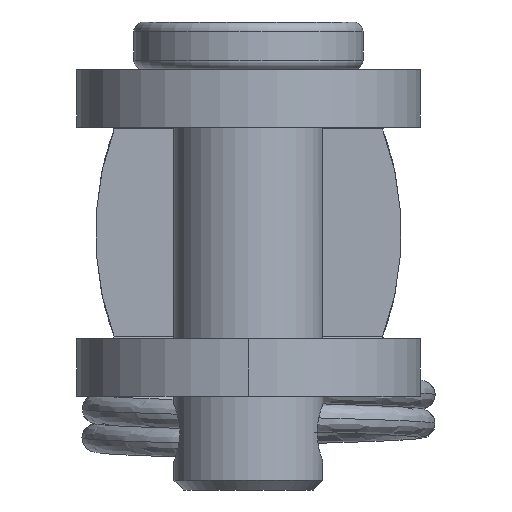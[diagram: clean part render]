
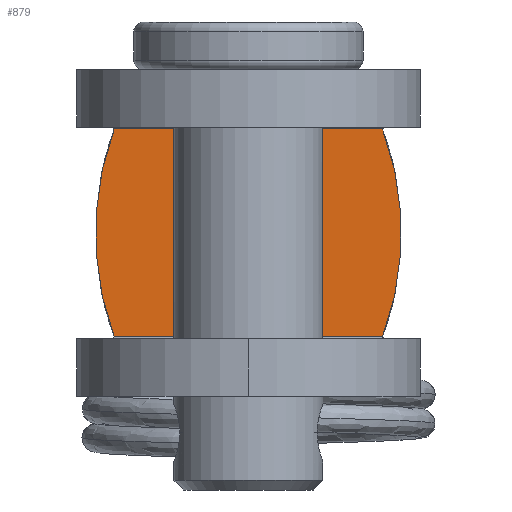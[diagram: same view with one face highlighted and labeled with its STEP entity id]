
A CAD part, left-side view. The second image highlights one B-rep face of the part: STEP entity #879.
In plain terms, the highlighted planar face has unit normal (-1, 0, 0).
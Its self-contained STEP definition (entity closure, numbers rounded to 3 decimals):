
#98 = EDGE_CURVE ( 'NONE', #2582, #336, #665, .T. ) ;
#190 = CARTESIAN_POINT ( 'NONE',  ( -7.857, -7.625, 8.543 ) ) ;
#234 = AXIS2_PLACEMENT_3D ( 'NONE', #3164, #407, #2621 ) ;
#292 = VECTOR ( 'NONE', #938, 1000. ) ;
#336 = VERTEX_POINT ( 'NONE', #2376 ) ;
#407 = DIRECTION ( 'NONE',  ( -1., 0., 0. ) ) ;
#528 = PLANE ( 'NONE',  #3412 ) ;
#573 = EDGE_CURVE ( 'NONE', #2582, #1667, #3353, .T. ) ;
#665 = LINE ( 'NONE', #1802, #292 ) ;
#762 = DIRECTION ( 'NONE',  ( -1., 0., 0. ) ) ;
#879 = ADVANCED_FACE ( 'NONE', ( #1315 ), #528, .F. ) ;
#938 = DIRECTION ( 'NONE',  ( 0., -1., 0. ) ) ;
#1002 = ORIENTED_EDGE ( 'NONE', *, *, #2462, .T. ) ;
#1122 = CARTESIAN_POINT ( 'NONE',  ( -7.857, 7.021, 13.987 ) ) ;
#1137 = EDGE_LOOP ( 'NONE', ( #3565, #1002, #2733, #2643 ) ) ;
#1154 = CARTESIAN_POINT ( 'NONE',  ( -7.857, 7.021, 3.1 ) ) ;
#1315 = FACE_OUTER_BOUND ( 'NONE', #1137, .T. ) ;
#1339 = DIRECTION ( 'NONE',  ( 0., -1., 0. ) ) ;
#1454 = VERTEX_POINT ( 'NONE', #1704 ) ;
#1667 = VERTEX_POINT ( 'NONE', #1154 ) ;
#1704 = CARTESIAN_POINT ( 'NONE',  ( -7.857, -7.021, 3.1 ) ) ;
#1802 = CARTESIAN_POINT ( 'NONE',  ( -7.857, -7.625, 13.987 ) ) ;
#1856 = CARTESIAN_POINT ( 'NONE',  ( -7.857, 7.625, 8.543 ) ) ;
#2127 = LINE ( 'NONE', #3290, #2757 ) ;
#2325 = EDGE_CURVE ( 'NONE', #1454, #336, #3569, .T. ) ;
#2376 = CARTESIAN_POINT ( 'NONE',  ( -7.857, -7.021, 13.987 ) ) ;
#2462 = EDGE_CURVE ( 'NONE', #1667, #1454, #2127, .T. ) ;
#2582 = VERTEX_POINT ( 'NONE', #1122 ) ;
#2621 = DIRECTION ( 'NONE',  ( 0., 0., -1. ) ) ;
#2643 = ORIENTED_EDGE ( 'NONE', *, *, #98, .F. ) ;
#2703 = DIRECTION ( 'NONE',  ( 1., 0., 0. ) ) ;
#2733 = ORIENTED_EDGE ( 'NONE', *, *, #2325, .T. ) ;
#2757 = VECTOR ( 'NONE', #1339, 1000. ) ;
#2890 = AXIS2_PLACEMENT_3D ( 'NONE', #1856, #762, #2974 ) ;
#2974 = DIRECTION ( 'NONE',  ( 0., 0., 1. ) ) ;
#3164 = CARTESIAN_POINT ( 'NONE',  ( -7.857, -7.625, 8.543 ) ) ;
#3246 = DIRECTION ( 'NONE',  ( 0., 0., -1. ) ) ;
#3290 = CARTESIAN_POINT ( 'NONE',  ( -7.857, -7.625, 3.1 ) ) ;
#3353 = CIRCLE ( 'NONE', #234, 15.625 ) ;
#3412 = AXIS2_PLACEMENT_3D ( 'NONE', #190, #2703, #3246 ) ;
#3565 = ORIENTED_EDGE ( 'NONE', *, *, #573, .T. ) ;
#3569 = CIRCLE ( 'NONE', #2890, 15.625 ) ;
